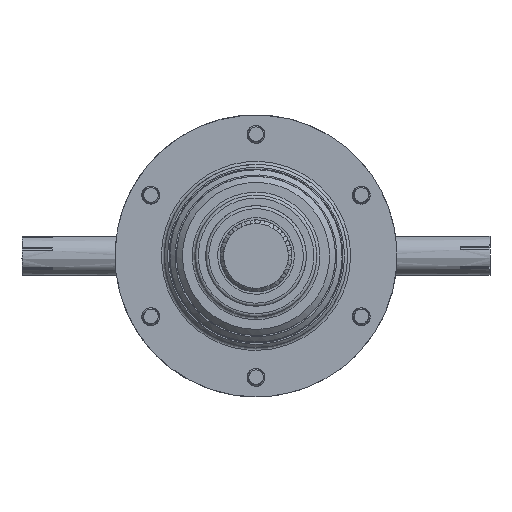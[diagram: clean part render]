
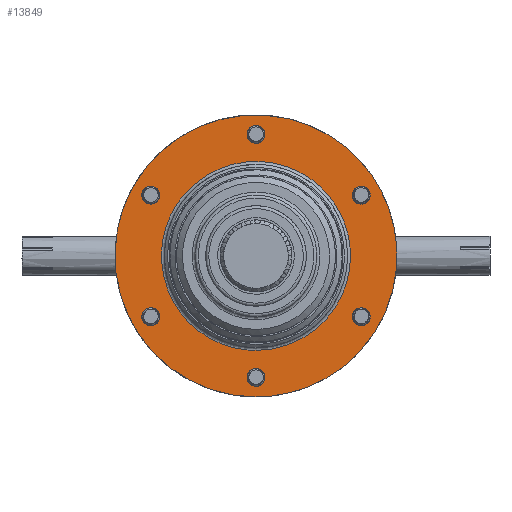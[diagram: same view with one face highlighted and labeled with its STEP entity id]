
A CAD part, left-side view. The second image highlights one B-rep face of the part: STEP entity #13849.
In plain terms, the highlighted free-form (B-spline) face has degree [1, 1] with [2, 2] control points.
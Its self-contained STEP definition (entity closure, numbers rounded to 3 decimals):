
#13803 = VERTEX_POINT('',#13804);
#13804 = CARTESIAN_POINT('',(-5.66,0.,
    -39.622));
#13810 = EDGE_CURVE('',#13803,#13803,#13811,.T.);
#13811 = ( BOUNDED_CURVE() B_SPLINE_CURVE(2,(#13812,#13813,#13814,#13815
    ,#13816,#13817,#13818),.UNSPECIFIED.,.T.,.F.) 
B_SPLINE_CURVE_WITH_KNOTS((1,2,2,2,2,1),(-2.094,0.,
    2.094,4.189,6.283,8.378),
.UNSPECIFIED.) CURVE() GEOMETRIC_REPRESENTATION_ITEM() 
RATIONAL_B_SPLINE_CURVE((1.,0.5,1.,0.5,1.,0.5,1.)) REPRESENTATION_ITEM(
  '') );
#13812 = CARTESIAN_POINT('',(-5.66,0.,
    -39.622));
#13813 = CARTESIAN_POINT('',(-5.66,-68.627,
    -39.622));
#13814 = CARTESIAN_POINT('',(-5.66,-34.314,
    19.811));
#13815 = CARTESIAN_POINT('',(-5.66,0.,
    79.244));
#13816 = CARTESIAN_POINT('',(-5.66,34.314,
    19.811));
#13817 = CARTESIAN_POINT('',(-5.66,68.627,
    -39.622));
#13818 = CARTESIAN_POINT('',(-5.66,0.,
    -39.622));
#13849 = ADVANCED_FACE('',(#13850,#13864,#13878,#13892,#13906,#13920,
    #13934,#13948),#13951,.T.);
#13850 = FACE_BOUND('',#13851,.T.);
#13851 = EDGE_LOOP('',(#13852));
#13852 = ORIENTED_EDGE('',*,*,#13853,.F.);
#13853 = EDGE_CURVE('',#13854,#13854,#13856,.T.);
#13854 = VERTEX_POINT('',#13855);
#13855 = CARTESIAN_POINT('',(-5.66,0.,
    -59.119));
#13856 = ( BOUNDED_CURVE() B_SPLINE_CURVE(2,(#13857,#13858,#13859,#13860
    ,#13861,#13862,#13863),.UNSPECIFIED.,.T.,.F.) 
B_SPLINE_CURVE_WITH_KNOTS((3,2,2,3),(3.142,5.236,
7.33,9.425),.PIECEWISE_BEZIER_KNOTS.) CURVE() 
GEOMETRIC_REPRESENTATION_ITEM() RATIONAL_B_SPLINE_CURVE((1.,0.5,1.,0.5,
1.,0.5,1.)) REPRESENTATION_ITEM('') );
#13857 = CARTESIAN_POINT('',(-5.66,0.,
    -59.119));
#13858 = CARTESIAN_POINT('',(-5.66,102.396,
    -59.119));
#13859 = CARTESIAN_POINT('',(-5.66,51.198,
    29.559));
#13860 = CARTESIAN_POINT('',(-5.66,0.,
    118.237));
#13861 = CARTESIAN_POINT('',(-5.66,-51.198,
    29.559));
#13862 = CARTESIAN_POINT('',(-5.66,-102.396,
    -59.119));
#13863 = CARTESIAN_POINT('',(-5.66,0.,
    -59.119));
#13864 = FACE_BOUND('',#13865,.T.);
#13865 = EDGE_LOOP('',(#13866));
#13866 = ORIENTED_EDGE('',*,*,#13867,.T.);
#13867 = EDGE_CURVE('',#13868,#13868,#13870,.T.);
#13868 = VERTEX_POINT('',#13869);
#13869 = CARTESIAN_POINT('',(-5.66,47.891,
    25.471));
#13870 = ( BOUNDED_CURVE() B_SPLINE_CURVE(2,(#13871,#13872,#13873,#13874
    ,#13875,#13876,#13877),.UNSPECIFIED.,.T.,.F.) 
B_SPLINE_CURVE_WITH_KNOTS((3,2,2,3),(3.142,5.236,
7.33,9.425),.PIECEWISE_BEZIER_KNOTS.) CURVE() 
GEOMETRIC_REPRESENTATION_ITEM() RATIONAL_B_SPLINE_CURVE((1.,0.5,1.,0.5,
1.,0.5,1.)) REPRESENTATION_ITEM('') );
#13871 = CARTESIAN_POINT('',(-5.66,47.891,
    25.471));
#13872 = CARTESIAN_POINT('',(-5.66,47.891,
    32.007));
#13873 = CARTESIAN_POINT('',(-5.66,42.231,
    28.739));
#13874 = CARTESIAN_POINT('',(-5.66,36.571,
    25.471));
#13875 = CARTESIAN_POINT('',(-5.66,42.231,
    22.203));
#13876 = CARTESIAN_POINT('',(-5.66,47.891,
    18.935));
#13877 = CARTESIAN_POINT('',(-5.66,47.891,
    25.471));
#13878 = FACE_BOUND('',#13879,.T.);
#13879 = EDGE_LOOP('',(#13880));
#13880 = ORIENTED_EDGE('',*,*,#13881,.T.);
#13881 = EDGE_CURVE('',#13882,#13882,#13884,.T.);
#13882 = VERTEX_POINT('',#13883);
#13883 = CARTESIAN_POINT('',(-5.66,-40.344,
    25.471));
#13884 = ( BOUNDED_CURVE() B_SPLINE_CURVE(2,(#13885,#13886,#13887,#13888
    ,#13889,#13890,#13891),.UNSPECIFIED.,.T.,.F.) 
B_SPLINE_CURVE_WITH_KNOTS((3,2,2,3),(3.142,5.236,
7.33,9.425),.PIECEWISE_BEZIER_KNOTS.) CURVE() 
GEOMETRIC_REPRESENTATION_ITEM() RATIONAL_B_SPLINE_CURVE((1.,0.5,1.,0.5,
1.,0.5,1.)) REPRESENTATION_ITEM('') );
#13885 = CARTESIAN_POINT('',(-5.66,-40.344,
    25.471));
#13886 = CARTESIAN_POINT('',(-5.66,-40.344,
    32.007));
#13887 = CARTESIAN_POINT('',(-5.66,-46.004,
    28.739));
#13888 = CARTESIAN_POINT('',(-5.66,-51.665,
    25.471));
#13889 = CARTESIAN_POINT('',(-5.66,-46.004,
    22.203));
#13890 = CARTESIAN_POINT('',(-5.66,-40.344,
    18.935));
#13891 = CARTESIAN_POINT('',(-5.66,-40.344,
    25.471));
#13892 = FACE_BOUND('',#13893,.T.);
#13893 = EDGE_LOOP('',(#13894));
#13894 = ORIENTED_EDGE('',*,*,#13895,.T.);
#13895 = EDGE_CURVE('',#13896,#13896,#13898,.T.);
#13896 = VERTEX_POINT('',#13897);
#13897 = CARTESIAN_POINT('',(-5.66,-40.344,
    -25.471));
#13898 = ( BOUNDED_CURVE() B_SPLINE_CURVE(2,(#13899,#13900,#13901,#13902
    ,#13903,#13904,#13905),.UNSPECIFIED.,.T.,.F.) 
B_SPLINE_CURVE_WITH_KNOTS((3,2,2,3),(3.142,5.236,
7.33,9.425),.PIECEWISE_BEZIER_KNOTS.) CURVE() 
GEOMETRIC_REPRESENTATION_ITEM() RATIONAL_B_SPLINE_CURVE((1.,0.5,1.,0.5,
1.,0.5,1.)) REPRESENTATION_ITEM('') );
#13899 = CARTESIAN_POINT('',(-5.66,-40.344,
    -25.471));
#13900 = CARTESIAN_POINT('',(-5.66,-40.344,
    -18.935));
#13901 = CARTESIAN_POINT('',(-5.66,-46.004,
    -22.203));
#13902 = CARTESIAN_POINT('',(-5.66,-51.665,
    -25.471));
#13903 = CARTESIAN_POINT('',(-5.66,-46.004,
    -28.739));
#13904 = CARTESIAN_POINT('',(-5.66,-40.344,
    -32.007));
#13905 = CARTESIAN_POINT('',(-5.66,-40.344,
    -25.471));
#13906 = FACE_BOUND('',#13907,.T.);
#13907 = EDGE_LOOP('',(#13908));
#13908 = ORIENTED_EDGE('',*,*,#13909,.T.);
#13909 = EDGE_CURVE('',#13910,#13910,#13912,.T.);
#13910 = VERTEX_POINT('',#13911);
#13911 = CARTESIAN_POINT('',(-5.66,47.891,
    -25.471));
#13912 = ( BOUNDED_CURVE() B_SPLINE_CURVE(2,(#13913,#13914,#13915,#13916
    ,#13917,#13918,#13919),.UNSPECIFIED.,.T.,.F.) 
B_SPLINE_CURVE_WITH_KNOTS((3,2,2,3),(3.142,5.236,
7.33,9.425),.PIECEWISE_BEZIER_KNOTS.) CURVE() 
GEOMETRIC_REPRESENTATION_ITEM() RATIONAL_B_SPLINE_CURVE((1.,0.5,1.,0.5,
1.,0.5,1.)) REPRESENTATION_ITEM('') );
#13913 = CARTESIAN_POINT('',(-5.66,47.891,
    -25.471));
#13914 = CARTESIAN_POINT('',(-5.66,47.891,
    -18.935));
#13915 = CARTESIAN_POINT('',(-5.66,42.231,
    -22.203));
#13916 = CARTESIAN_POINT('',(-5.66,36.571,
    -25.471));
#13917 = CARTESIAN_POINT('',(-5.66,42.231,
    -28.739));
#13918 = CARTESIAN_POINT('',(-5.66,47.891,
    -32.007));
#13919 = CARTESIAN_POINT('',(-5.66,47.891,
    -25.471));
#13920 = FACE_BOUND('',#13921,.T.);
#13921 = EDGE_LOOP('',(#13922));
#13922 = ORIENTED_EDGE('',*,*,#13923,.T.);
#13923 = EDGE_CURVE('',#13924,#13924,#13926,.T.);
#13924 = VERTEX_POINT('',#13925);
#13925 = CARTESIAN_POINT('',(-5.66,3.774,
    50.943));
#13926 = ( BOUNDED_CURVE() B_SPLINE_CURVE(2,(#13927,#13928,#13929,#13930
    ,#13931,#13932,#13933),.UNSPECIFIED.,.T.,.F.) 
B_SPLINE_CURVE_WITH_KNOTS((3,2,2,3),(3.142,5.236,
7.33,9.425),.PIECEWISE_BEZIER_KNOTS.) CURVE() 
GEOMETRIC_REPRESENTATION_ITEM() RATIONAL_B_SPLINE_CURVE((1.,0.5,1.,0.5,
1.,0.5,1.)) REPRESENTATION_ITEM('') );
#13927 = CARTESIAN_POINT('',(-5.66,3.774,
    50.943));
#13928 = CARTESIAN_POINT('',(-5.66,3.774,
    57.479));
#13929 = CARTESIAN_POINT('',(-5.66,-1.887,
    54.211));
#13930 = CARTESIAN_POINT('',(-5.66,-7.547,
    50.943));
#13931 = CARTESIAN_POINT('',(-5.66,-1.887,
    47.675));
#13932 = CARTESIAN_POINT('',(-5.66,3.774,
    44.407));
#13933 = CARTESIAN_POINT('',(-5.66,3.774,
    50.943));
#13934 = FACE_BOUND('',#13935,.T.);
#13935 = EDGE_LOOP('',(#13936));
#13936 = ORIENTED_EDGE('',*,*,#13937,.T.);
#13937 = EDGE_CURVE('',#13938,#13938,#13940,.T.);
#13938 = VERTEX_POINT('',#13939);
#13939 = CARTESIAN_POINT('',(-5.66,3.774,-50.943
    ));
#13940 = ( BOUNDED_CURVE() B_SPLINE_CURVE(2,(#13941,#13942,#13943,#13944
    ,#13945,#13946,#13947),.UNSPECIFIED.,.T.,.F.) 
B_SPLINE_CURVE_WITH_KNOTS((3,2,2,3),(3.142,5.236,
7.33,9.425),.PIECEWISE_BEZIER_KNOTS.) CURVE() 
GEOMETRIC_REPRESENTATION_ITEM() RATIONAL_B_SPLINE_CURVE((1.,0.5,1.,0.5,
1.,0.5,1.)) REPRESENTATION_ITEM('') );
#13941 = CARTESIAN_POINT('',(-5.66,3.774,-50.943
    ));
#13942 = CARTESIAN_POINT('',(-5.66,3.774,
    -44.407));
#13943 = CARTESIAN_POINT('',(-5.66,-1.887,
    -47.675));
#13944 = CARTESIAN_POINT('',(-5.66,-7.547,
    -50.943));
#13945 = CARTESIAN_POINT('',(-5.66,-1.887,
    -54.211));
#13946 = CARTESIAN_POINT('',(-5.66,3.774,
    -57.479));
#13947 = CARTESIAN_POINT('',(-5.66,3.774,-50.943
    ));
#13948 = FACE_BOUND('',#13949,.T.);
#13949 = EDGE_LOOP('',(#13950));
#13950 = ORIENTED_EDGE('',*,*,#13810,.F.);
#13951 = B_SPLINE_SURFACE_WITH_KNOTS('',1,1,(
    (#13952,#13953)
    ,(#13954,#13955
    )),.UNSPECIFIED.,.F.,.F.,.F.,(2,2),(2,2),(0.,94.),(-47.,47.),
  .PIECEWISE_BEZIER_KNOTS.);
#13952 = CARTESIAN_POINT('',(-5.66,59.119,
    59.119));
#13953 = CARTESIAN_POINT('',(-5.66,-59.119,
    59.119));
#13954 = CARTESIAN_POINT('',(-5.66,59.119,
    -59.119));
#13955 = CARTESIAN_POINT('',(-5.66,-59.119,
    -59.119));
